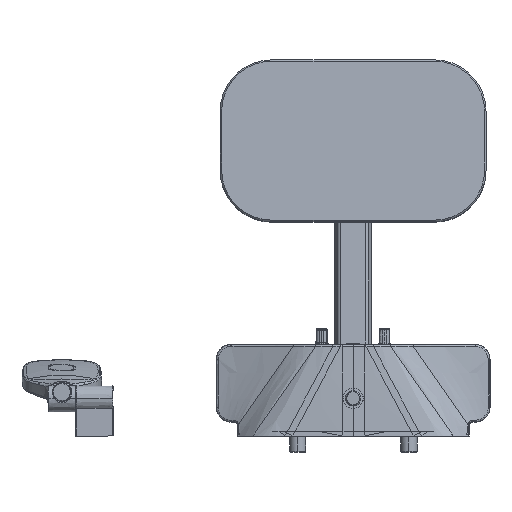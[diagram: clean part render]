
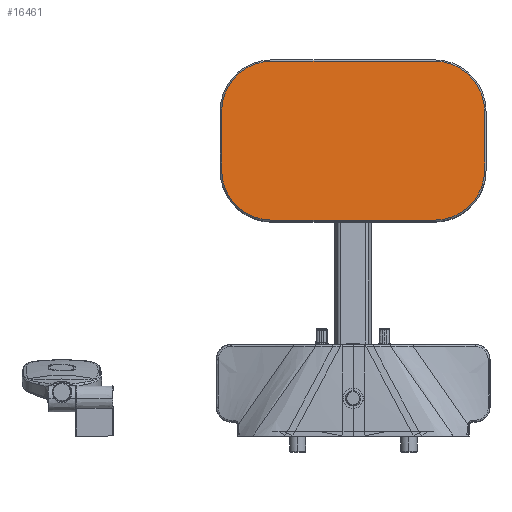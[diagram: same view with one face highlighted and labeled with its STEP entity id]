
A CAD part, front view. The second image highlights one B-rep face of the part: STEP entity #16461.
In plain terms, the highlighted planar face has unit normal (0, -0.996, 0.087).
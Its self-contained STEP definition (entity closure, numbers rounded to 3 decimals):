
#1507 = VERTEX_POINT ( 'NONE', #6672 ) ;
#1633 = VECTOR ( 'NONE', #11306, 1000. ) ;
#1912 = VERTEX_POINT ( 'NONE', #54906 ) ;
#2351 = EDGE_CURVE ( 'NONE', #51126, #19256, #47346, .T. ) ;
#3047 = LINE ( 'NONE', #6861, #1633 ) ;
#5462 = EDGE_LOOP ( 'NONE', ( #32485, #48316, #39035, #48614, #26950, #34266, #8076, #6186 ) ) ;
#5964 = CARTESIAN_POINT ( 'NONE',  ( 110., 1021.633, 358.568 ) ) ;
#6186 = ORIENTED_EDGE ( 'NONE', *, *, #2351, .T. ) ;
#6672 = CARTESIAN_POINT ( 'NONE',  ( -178., 1028.605, 438.264 ) ) ;
#6861 = CARTESIAN_POINT ( 'NONE',  ( -110., 1034.532, 506.005 ) ) ;
#7558 = EDGE_CURVE ( 'NONE', #42817, #1507, #22462, .T. ) ;
#8076 = ORIENTED_EDGE ( 'NONE', *, *, #45557, .T. ) ;
#9216 = LINE ( 'NONE', #35521, #20844 ) ;
#10036 = LINE ( 'NONE', #26140, #43611 ) ;
#10432 = DIRECTION ( 'NONE',  ( -1., 0., 0. ) ) ;
#11306 = DIRECTION ( 'NONE',  ( -1., 0., 0. ) ) ;
#11323 = CARTESIAN_POINT ( 'NONE',  ( -110., 1028.605, 438.264 ) ) ;
#11891 = CARTESIAN_POINT ( 'NONE',  ( 178., 1028.605, 438.264 ) ) ;
#13376 = DIRECTION ( 'NONE',  ( 0., 0.087, 0.996 ) ) ;
#13817 = AXIS2_PLACEMENT_3D ( 'NONE', #44128, #17884, #48519 ) ;
#15726 = DIRECTION ( 'NONE',  ( -1., 0., 0. ) ) ;
#16461 = ADVANCED_FACE ( 'NONE', ( #39662 ), #29380, .F. ) ;
#17884 = DIRECTION ( 'NONE',  ( 0., -0.996, 0.087 ) ) ;
#18155 = CARTESIAN_POINT ( 'NONE',  ( 178., 1028.605, 438.264 ) ) ;
#18317 = CARTESIAN_POINT ( 'NONE',  ( 110., 1034.532, 506.005 ) ) ;
#18831 = CARTESIAN_POINT ( 'NONE',  ( 110., 1028.605, 438.264 ) ) ;
#19256 = VERTEX_POINT ( 'NONE', #18317 ) ;
#19650 = CIRCLE ( 'NONE', #27926, 68. ) ;
#20044 = CARTESIAN_POINT ( 'NONE',  ( -110., 1015.706, 290.827 ) ) ;
#20562 = EDGE_CURVE ( 'NONE', #40415, #1912, #19650, .T. ) ;
#20844 = VECTOR ( 'NONE', #44885, 1000. ) ;
#20959 = CARTESIAN_POINT ( 'NONE',  ( 110., 1015.706, 290.827 ) ) ;
#21119 = CARTESIAN_POINT ( 'NONE',  ( -178., 1021.633, 358.568 ) ) ;
#22090 = AXIS2_PLACEMENT_3D ( 'NONE', #11323, #41949, #15726 ) ;
#22462 = CIRCLE ( 'NONE', #22090, 68. ) ;
#23198 = DIRECTION ( 'NONE',  ( -1., 0., 0. ) ) ;
#24947 = CARTESIAN_POINT ( 'NONE',  ( 110., 1021.633, 358.568 ) ) ;
#26103 = EDGE_CURVE ( 'NONE', #38629, #28212, #27050, .T. ) ;
#26140 = CARTESIAN_POINT ( 'NONE',  ( 110., 1015.706, 290.827 ) ) ;
#26950 = ORIENTED_EDGE ( 'NONE', *, *, #54043, .T. ) ;
#27050 = CIRCLE ( 'NONE', #13817, 68. ) ;
#27654 = EDGE_CURVE ( 'NONE', #19256, #42817, #3047, .T. ) ;
#27926 = AXIS2_PLACEMENT_3D ( 'NONE', #5964, #36650, #10432 ) ;
#28212 = VERTEX_POINT ( 'NONE', #20044 ) ;
#29380 = PLANE ( 'NONE',  #44419 ) ;
#29789 = CARTESIAN_POINT ( 'NONE',  ( -110., 1034.532, 506.005 ) ) ;
#32485 = ORIENTED_EDGE ( 'NONE', *, *, #27654, .T. ) ;
#33791 = DIRECTION ( 'NONE',  ( -1., 0., 0. ) ) ;
#34266 = ORIENTED_EDGE ( 'NONE', *, *, #20562, .T. ) ;
#35521 = CARTESIAN_POINT ( 'NONE',  ( -178., 1021.633, 358.568 ) ) ;
#36225 = LINE ( 'NONE', #18155, #46518 ) ;
#36650 = DIRECTION ( 'NONE',  ( 0., -0.996, 0.087 ) ) ;
#38459 = EDGE_CURVE ( 'NONE', #1507, #38629, #9216, .T. ) ;
#38629 = VERTEX_POINT ( 'NONE', #21119 ) ;
#39035 = ORIENTED_EDGE ( 'NONE', *, *, #38459, .T. ) ;
#39662 = FACE_OUTER_BOUND ( 'NONE', #5462, .T. ) ;
#40415 = VERTEX_POINT ( 'NONE', #20959 ) ;
#41949 = DIRECTION ( 'NONE',  ( 0., -0.996, 0.087 ) ) ;
#42817 = VERTEX_POINT ( 'NONE', #29789 ) ;
#43611 = VECTOR ( 'NONE', #56816, 1000. ) ;
#44128 = CARTESIAN_POINT ( 'NONE',  ( -110., 1021.633, 358.568 ) ) ;
#44419 = AXIS2_PLACEMENT_3D ( 'NONE', #24947, #54475, #33791 ) ;
#44885 = DIRECTION ( 'NONE',  ( 0., -0.087, -0.996 ) ) ;
#45557 = EDGE_CURVE ( 'NONE', #1912, #51126, #36225, .T. ) ;
#46518 = VECTOR ( 'NONE', #13376, 1000. ) ;
#47103 = AXIS2_PLACEMENT_3D ( 'NONE', #18831, #49467, #23198 ) ;
#47346 = CIRCLE ( 'NONE', #47103, 68. ) ;
#48316 = ORIENTED_EDGE ( 'NONE', *, *, #7558, .T. ) ;
#48519 = DIRECTION ( 'NONE',  ( -1., 0., 0. ) ) ;
#48614 = ORIENTED_EDGE ( 'NONE', *, *, #26103, .T. ) ;
#49467 = DIRECTION ( 'NONE',  ( 0., -0.996, 0.087 ) ) ;
#51126 = VERTEX_POINT ( 'NONE', #11891 ) ;
#54043 = EDGE_CURVE ( 'NONE', #28212, #40415, #10036, .T. ) ;
#54475 = DIRECTION ( 'NONE',  ( 0., 0.996, -0.087 ) ) ;
#54906 = CARTESIAN_POINT ( 'NONE',  ( 178., 1021.633, 358.568 ) ) ;
#56816 = DIRECTION ( 'NONE',  ( 1., 0., 0. ) ) ;
